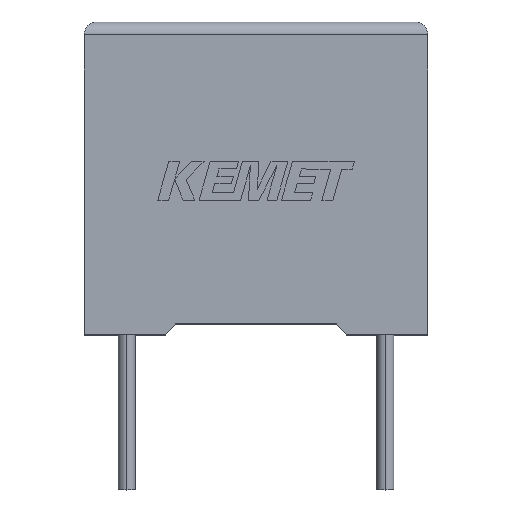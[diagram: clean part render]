
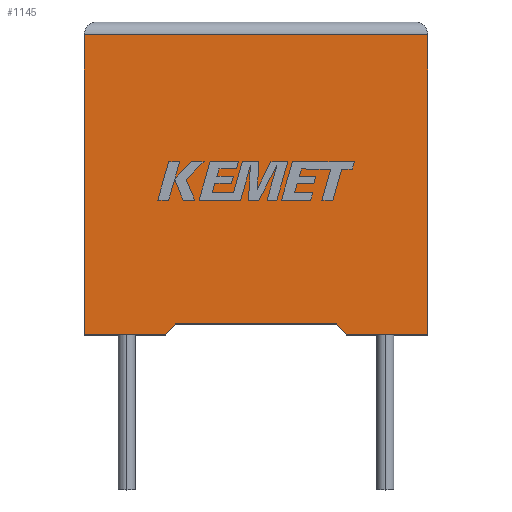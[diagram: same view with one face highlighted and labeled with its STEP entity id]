
A CAD part, top view. The second image highlights one B-rep face of the part: STEP entity #1145.
In plain terms, the highlighted planar face has unit normal (0, 0, 1).
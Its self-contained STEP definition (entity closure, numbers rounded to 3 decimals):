
#6 = CARTESIAN_POINT ( 'NONE',  ( 6.65, 0.417, 6.2 ) ) ;
#116 = CARTESIAN_POINT ( 'NONE',  ( 3.15, 0., 6.2 ) ) ;
#126 = DIRECTION ( 'NONE',  ( -1., 0., 0. ) ) ;
#139 = EDGE_CURVE ( 'NONE', #2697, #727, #1562, .T. ) ;
#145 = VECTOR ( 'NONE', #1543, 1000. ) ;
#242 = CARTESIAN_POINT ( 'NONE',  ( 13.3, 0., 6.2 ) ) ;
#269 = ORIENTED_EDGE ( 'NONE', *, *, #619, .T. ) ;
#284 = DIRECTION ( 'NONE',  ( -1., 0., 0. ) ) ;
#306 = VERTEX_POINT ( 'NONE', #1164 ) ;
#330 = CARTESIAN_POINT ( 'NONE',  ( 0., 0., 6.2 ) ) ;
#363 = VECTOR ( 'NONE', #1290, 1000. ) ;
#382 = CARTESIAN_POINT ( 'NONE',  ( 0., 0., 6.2 ) ) ;
#454 = DIRECTION ( 'NONE',  ( -1., 0., 0. ) ) ;
#475 = CARTESIAN_POINT ( 'NONE',  ( 0., 0., 6.2 ) ) ;
#544 = CARTESIAN_POINT ( 'NONE',  ( 13.3, 0., 6.2 ) ) ;
#593 = CARTESIAN_POINT ( 'NONE',  ( 0., 0., 6.2 ) ) ;
#611 = CARTESIAN_POINT ( 'NONE',  ( 10.15, 0., 6.2 ) ) ;
#619 = EDGE_CURVE ( 'NONE', #1433, #306, #1704, .T. ) ;
#623 = ORIENTED_EDGE ( 'NONE', *, *, #1867, .T. ) ;
#656 = VERTEX_POINT ( 'NONE', #242 ) ;
#670 = VERTEX_POINT ( 'NONE', #593 ) ;
#687 = LINE ( 'NONE', #724, #1600 ) ;
#715 = LINE ( 'NONE', #475, #1399 ) ;
#724 = CARTESIAN_POINT ( 'NONE',  ( 0., 0., 6.2 ) ) ;
#727 = VERTEX_POINT ( 'NONE', #116 ) ;
#732 = CARTESIAN_POINT ( 'NONE',  ( 13.3, 11.6, 6.2 ) ) ;
#772 = ORIENTED_EDGE ( 'NONE', *, *, #139, .F. ) ;
#779 = DIRECTION ( 'NONE',  ( 0., 1., 0. ) ) ;
#780 = EDGE_LOOP ( 'NONE', ( #1636, #269, #623, #2584, #772, #1880, #1070, #3044 ) ) ;
#873 = PLANE ( 'NONE',  #952 ) ;
#930 = VERTEX_POINT ( 'NONE', #2625 ) ;
#952 = AXIS2_PLACEMENT_3D ( 'NONE', #382, #2759, #126 ) ;
#986 = LINE ( 'NONE', #330, #363 ) ;
#1070 = ORIENTED_EDGE ( 'NONE', *, *, #1361, .T. ) ;
#1142 = LINE ( 'NONE', #611, #2775 ) ;
#1145 = ADVANCED_FACE ( 'NONE', ( #1806 ), #873, .F. ) ;
#1164 = CARTESIAN_POINT ( 'NONE',  ( 0., 11.6, 6.2 ) ) ;
#1193 = EDGE_CURVE ( 'NONE', #670, #727, #687, .T. ) ;
#1212 = VECTOR ( 'NONE', #779, 1000. ) ;
#1290 = DIRECTION ( 'NONE',  ( 1., 0., 0. ) ) ;
#1332 = CARTESIAN_POINT ( 'NONE',  ( 10.15, 0., 6.2 ) ) ;
#1361 = EDGE_CURVE ( 'NONE', #930, #1715, #1142, .T. ) ;
#1399 = VECTOR ( 'NONE', #3047, 1000. ) ;
#1433 = VERTEX_POINT ( 'NONE', #732 ) ;
#1455 = EDGE_CURVE ( 'NONE', #930, #2697, #2862, .T. ) ;
#1543 = DIRECTION ( 'NONE',  ( -0.663, -0.749, 0. ) ) ;
#1562 = LINE ( 'NONE', #2053, #145 ) ;
#1600 = VECTOR ( 'NONE', #1639, 1000. ) ;
#1607 = CARTESIAN_POINT ( 'NONE',  ( 3.519, 0.417, 6.2 ) ) ;
#1636 = ORIENTED_EDGE ( 'NONE', *, *, #2797, .T. ) ;
#1639 = DIRECTION ( 'NONE',  ( 1., 0., 0. ) ) ;
#1704 = LINE ( 'NONE', #2856, #1930 ) ;
#1715 = VERTEX_POINT ( 'NONE', #1332 ) ;
#1789 = DIRECTION ( 'NONE',  ( 0.663, -0.749, 0. ) ) ;
#1806 = FACE_OUTER_BOUND ( 'NONE', #780, .T. ) ;
#1867 = EDGE_CURVE ( 'NONE', #306, #670, #715, .T. ) ;
#1880 = ORIENTED_EDGE ( 'NONE', *, *, #1455, .F. ) ;
#1930 = VECTOR ( 'NONE', #284, 1000. ) ;
#2053 = CARTESIAN_POINT ( 'NONE',  ( 3.15, 0., 6.2 ) ) ;
#2333 = VECTOR ( 'NONE', #454, 1000. ) ;
#2584 = ORIENTED_EDGE ( 'NONE', *, *, #1193, .T. ) ;
#2625 = CARTESIAN_POINT ( 'NONE',  ( 9.781, 0.417, 6.2 ) ) ;
#2697 = VERTEX_POINT ( 'NONE', #1607 ) ;
#2759 = DIRECTION ( 'NONE',  ( 0., 0., -1. ) ) ;
#2775 = VECTOR ( 'NONE', #1789, 1000. ) ;
#2797 = EDGE_CURVE ( 'NONE', #656, #1433, #2934, .T. ) ;
#2856 = CARTESIAN_POINT ( 'NONE',  ( 0., 11.6, 6.2 ) ) ;
#2862 = LINE ( 'NONE', #6, #2333 ) ;
#2934 = LINE ( 'NONE', #544, #1212 ) ;
#3044 = ORIENTED_EDGE ( 'NONE', *, *, #3050, .T. ) ;
#3047 = DIRECTION ( 'NONE',  ( 0., -1., 0. ) ) ;
#3050 = EDGE_CURVE ( 'NONE', #1715, #656, #986, .T. ) ;
